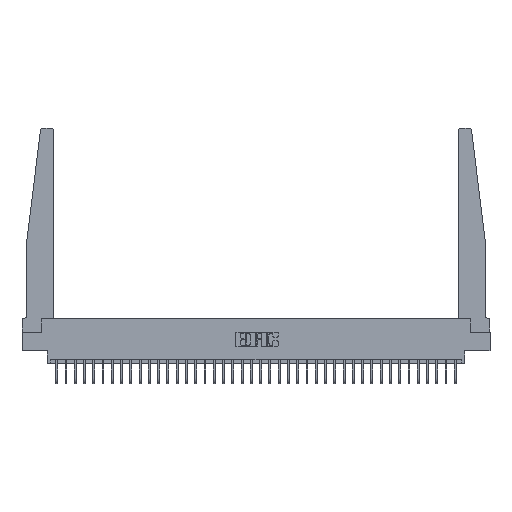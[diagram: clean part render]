
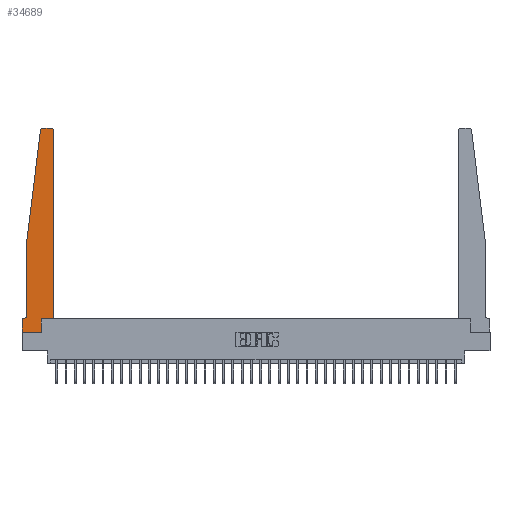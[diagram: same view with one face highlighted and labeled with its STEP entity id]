
A CAD part, top view. The second image highlights one B-rep face of the part: STEP entity #34689.
In plain terms, the highlighted planar face has unit normal (0, 0, 1).
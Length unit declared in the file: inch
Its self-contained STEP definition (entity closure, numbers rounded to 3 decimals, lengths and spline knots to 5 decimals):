
#598 = VECTOR ( 'NONE', #7638, 39.37008 ) ;
#750 = DIRECTION ( 'NONE',  ( -0.122, -0.992, 0. ) ) ;
#868 = ORIENTED_EDGE ( 'NONE', *, *, #12356, .T. ) ;
#898 = ORIENTED_EDGE ( 'NONE', *, *, #18614, .T. ) ;
#1031 = CIRCLE ( 'NONE', #31151, 0.05 ) ;
#1161 = CARTESIAN_POINT ( 'NONE',  ( 0., 0.1875, 0.37 ) ) ;
#1210 = LINE ( 'NONE', #32755, #24089 ) ;
#1270 = LINE ( 'NONE', #10887, #5054 ) ;
#1370 = VERTEX_POINT ( 'NONE', #31691 ) ;
#1576 = VERTEX_POINT ( 'NONE', #5465 ) ;
#2082 = VERTEX_POINT ( 'NONE', #8310 ) ;
#2083 = VERTEX_POINT ( 'NONE', #18276 ) ;
#2232 = CARTESIAN_POINT ( 'NONE',  ( 0.065, 0.2375, 0.37 ) ) ;
#2570 = VERTEX_POINT ( 'NONE', #32829 ) ;
#2880 = EDGE_CURVE ( 'NONE', #3379, #1576, #22285, .T. ) ;
#2900 = CARTESIAN_POINT ( 'NONE',  ( 0.065, 1.25, 0.37 ) ) ;
#3379 = VERTEX_POINT ( 'NONE', #22927 ) ;
#3956 = VERTEX_POINT ( 'NONE', #11164 ) ;
#4232 = ORIENTED_EDGE ( 'NONE', *, *, #15021, .T. ) ;
#4279 = CIRCLE ( 'NONE', #15630, 0.03 ) ;
#4494 = VERTEX_POINT ( 'NONE', #2232 ) ;
#4606 = DIRECTION ( 'NONE',  ( 1., 0., 0. ) ) ;
#4709 = CARTESIAN_POINT ( 'NONE',  ( 0.27653, 2.72, 0.37 ) ) ;
#5054 = VECTOR ( 'NONE', #750, 39.37008 ) ;
#5465 = CARTESIAN_POINT ( 'NONE',  ( 0., 0.1875, 0.37 ) ) ;
#5670 = VECTOR ( 'NONE', #15464, 39.37008 ) ;
#6431 = VERTEX_POINT ( 'NONE', #25780 ) ;
#6600 = LINE ( 'NONE', #7469, #34671 ) ;
#6999 = DIRECTION ( 'NONE',  ( 0., -1., 0. ) ) ;
#7402 = AXIS2_PLACEMENT_3D ( 'NONE', #27579, #30289, #14038 ) ;
#7469 = CARTESIAN_POINT ( 'NONE',  ( 0.065, 1.25, 0.37 ) ) ;
#7638 = DIRECTION ( 'NONE',  ( 0., 1., 0. ) ) ;
#7863 = ORIENTED_EDGE ( 'NONE', *, *, #23259, .T. ) ;
#7875 = ORIENTED_EDGE ( 'NONE', *, *, #22642, .T. ) ;
#7887 = VECTOR ( 'NONE', #24322, 39.37008 ) ;
#8310 = CARTESIAN_POINT ( 'NONE',  ( 0.27653, 2.75, 0.37 ) ) ;
#9297 = EDGE_CURVE ( 'NONE', #2082, #12518, #4279, .T. ) ;
#10352 = CARTESIAN_POINT ( 'NONE',  ( 0.24675, 2.72367, 0.37 ) ) ;
#10887 = CARTESIAN_POINT ( 'NONE',  ( 0.065, 1.25, 0.37 ) ) ;
#10925 = VERTEX_POINT ( 'NONE', #2900 ) ;
#11164 = CARTESIAN_POINT ( 'NONE',  ( 0.395, 2.75, 0.37 ) ) ;
#12356 = EDGE_CURVE ( 'NONE', #6431, #2570, #29625, .T. ) ;
#12518 = VERTEX_POINT ( 'NONE', #10352 ) ;
#12678 = ORIENTED_EDGE ( 'NONE', *, *, #9297, .T. ) ;
#13518 = CARTESIAN_POINT ( 'NONE',  ( 0., 0., 0.37 ) ) ;
#14038 = DIRECTION ( 'NONE',  ( 1., 0., 0. ) ) ;
#14896 = CARTESIAN_POINT ( 'NONE',  ( 0.065, 0.1875, 0.37 ) ) ;
#15021 = EDGE_CURVE ( 'NONE', #18650, #1370, #32037, .T. ) ;
#15056 = CARTESIAN_POINT ( 'NONE',  ( 0.425, 0.18, 0.37 ) ) ;
#15464 = DIRECTION ( 'NONE',  ( -1., 0., 0. ) ) ;
#15591 = LINE ( 'NONE', #20082, #29170 ) ;
#15609 = DIRECTION ( 'NONE',  ( -1., 0., 0. ) ) ;
#15630 = AXIS2_PLACEMENT_3D ( 'NONE', #4709, #26476, #26956 ) ;
#17151 = ORIENTED_EDGE ( 'NONE', *, *, #26148, .T. ) ;
#17372 = DIRECTION ( 'NONE',  ( 0., 1., 0. ) ) ;
#17959 = ORIENTED_EDGE ( 'NONE', *, *, #33192, .T. ) ;
#18276 = CARTESIAN_POINT ( 'NONE',  ( 0., 0., 0.37 ) ) ;
#18614 = EDGE_CURVE ( 'NONE', #2083, #18650, #15591, .T. ) ;
#18650 = VERTEX_POINT ( 'NONE', #21504 ) ;
#18741 = ORIENTED_EDGE ( 'NONE', *, *, #19558, .T. ) ;
#19558 = EDGE_CURVE ( 'NONE', #2570, #3956, #31251, .T. ) ;
#20082 = CARTESIAN_POINT ( 'NONE',  ( 0., 0., 0.37 ) ) ;
#21175 = CARTESIAN_POINT ( 'NONE',  ( 0.2605, 0.18, 0.37 ) ) ;
#21214 = ORIENTED_EDGE ( 'NONE', *, *, #31620, .T. ) ;
#21504 = CARTESIAN_POINT ( 'NONE',  ( 0.2605, 0., 0.37 ) ) ;
#22285 = LINE ( 'NONE', #14896, #5670 ) ;
#22425 = AXIS2_PLACEMENT_3D ( 'NONE', #1161, #33829, #22669 ) ;
#22642 = EDGE_CURVE ( 'NONE', #1370, #6431, #28525, .T. ) ;
#22669 = DIRECTION ( 'NONE',  ( 1., 0., 0. ) ) ;
#22927 = CARTESIAN_POINT ( 'NONE',  ( 0.015, 0.1875, 0.37 ) ) ;
#23022 = PLANE ( 'NONE',  #22425 ) ;
#23080 = CARTESIAN_POINT ( 'NONE',  ( 0.425, 0.18, 0.37 ) ) ;
#23259 = EDGE_CURVE ( 'NONE', #4494, #3379, #1031, .T. ) ;
#23695 = ORIENTED_EDGE ( 'NONE', *, *, #2880, .T. ) ;
#24089 = VECTOR ( 'NONE', #30610, 39.37008 ) ;
#24322 = DIRECTION ( 'NONE',  ( 0., -1., 0. ) ) ;
#25780 = CARTESIAN_POINT ( 'NONE',  ( 0.425, 0.18, 0.37 ) ) ;
#26148 = EDGE_CURVE ( 'NONE', #12518, #10925, #1270, .T. ) ;
#26410 = DIRECTION ( 'NONE',  ( 0., 0., -1. ) ) ;
#26476 = DIRECTION ( 'NONE',  ( 0., 0., 1. ) ) ;
#26956 = DIRECTION ( 'NONE',  ( 1., 0., 0. ) ) ;
#27121 = ORIENTED_EDGE ( 'NONE', *, *, #33082, .T. ) ;
#27579 = CARTESIAN_POINT ( 'NONE',  ( 0.395, 2.72, 0.37 ) ) ;
#28525 = LINE ( 'NONE', #15056, #34921 ) ;
#28801 = DIRECTION ( 'NONE',  ( 1., 0., 0. ) ) ;
#29170 = VECTOR ( 'NONE', #4606, 39.37008 ) ;
#29625 = LINE ( 'NONE', #23080, #30041 ) ;
#30041 = VECTOR ( 'NONE', #17372, 39.37008 ) ;
#30289 = DIRECTION ( 'NONE',  ( 0., 0., 1. ) ) ;
#30610 = DIRECTION ( 'NONE',  ( -1., 0., 0. ) ) ;
#31151 = AXIS2_PLACEMENT_3D ( 'NONE', #31752, #26410, #15609 ) ;
#31251 = CIRCLE ( 'NONE', #7402, 0.03 ) ;
#31620 = EDGE_CURVE ( 'NONE', #3956, #2082, #1210, .T. ) ;
#31691 = CARTESIAN_POINT ( 'NONE',  ( 0.2605, 0.18, 0.37 ) ) ;
#31752 = CARTESIAN_POINT ( 'NONE',  ( 0.015, 0.2375, 0.37 ) ) ;
#32000 = FACE_OUTER_BOUND ( 'NONE', #33369, .T. ) ;
#32037 = LINE ( 'NONE', #21175, #598 ) ;
#32103 = LINE ( 'NONE', #13518, #7887 ) ;
#32755 = CARTESIAN_POINT ( 'NONE',  ( 0.25, 2.75, 0.37 ) ) ;
#32829 = CARTESIAN_POINT ( 'NONE',  ( 0.425, 2.72, 0.37 ) ) ;
#33082 = EDGE_CURVE ( 'NONE', #10925, #4494, #6600, .T. ) ;
#33192 = EDGE_CURVE ( 'NONE', #1576, #2083, #32103, .T. ) ;
#33369 = EDGE_LOOP ( 'NONE', ( #21214, #12678, #17151, #27121, #7863, #23695, #17959, #898, #4232, #7875, #868, #18741 ) ) ;
#33829 = DIRECTION ( 'NONE',  ( 0., 0., 1. ) ) ;
#34671 = VECTOR ( 'NONE', #6999, 39.37008 ) ;
#34689 = ADVANCED_FACE ( 'NONE', ( #32000 ), #23022, .T. ) ;
#34921 = VECTOR ( 'NONE', #28801, 39.37008 ) ;
